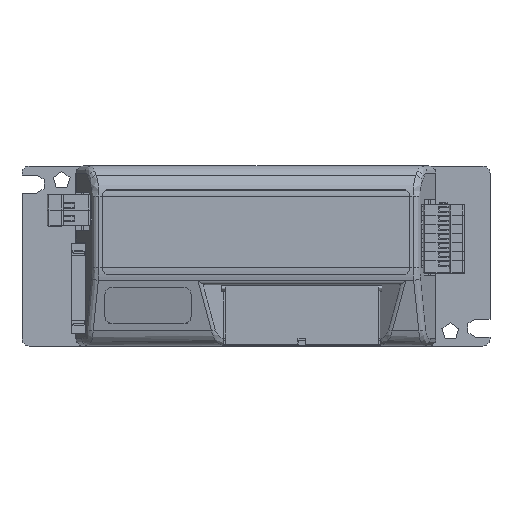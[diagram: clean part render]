
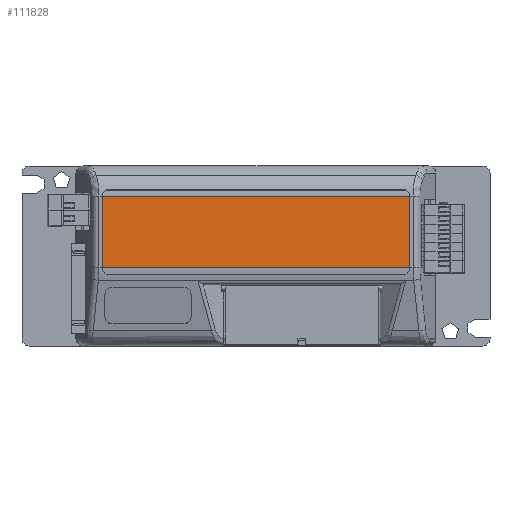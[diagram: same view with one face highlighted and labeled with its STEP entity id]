
A CAD part, top view. The second image highlights one B-rep face of the part: STEP entity #111828.
In plain terms, the highlighted planar face has unit normal (0, 0, 1).
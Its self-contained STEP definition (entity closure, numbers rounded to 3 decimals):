
#9456=FACE_OUTER_BOUND('',#15671,.T.);
#15671=EDGE_LOOP('',(#74803,#74804,#74805,#74806));
#22421=LINE('',#156737,#35169);
#22431=LINE('',#156866,#35179);
#22437=LINE('',#156980,#35185);
#22438=LINE('',#156982,#35186);
#35169=VECTOR('',#126836,19.757);
#35179=VECTOR('',#126862,19.757);
#35185=VECTOR('',#126880,85.29);
#35186=VECTOR('',#126883,85.29);
#47914=VERTEX_POINT('',#156730);
#47917=VERTEX_POINT('',#156735);
#47931=VERTEX_POINT('',#156863);
#47932=VERTEX_POINT('',#156865);
#58395=EDGE_CURVE('',#47914,#47917,#22421,.T.);
#58414=EDGE_CURVE('',#47932,#47931,#22431,.T.);
#58427=EDGE_CURVE('',#47917,#47932,#22437,.T.);
#58428=EDGE_CURVE('',#47931,#47914,#22438,.T.);
#74803=ORIENTED_EDGE('',*,*,#58428,.T.);
#74804=ORIENTED_EDGE('',*,*,#58395,.T.);
#74805=ORIENTED_EDGE('',*,*,#58427,.T.);
#74806=ORIENTED_EDGE('',*,*,#58414,.T.);
#107481=PLANE('',#118268);
#111828=ADVANCED_FACE('',(#9456),#107481,.F.);
#118268=AXIS2_PLACEMENT_3D('',#156981,#126881,#126882);
#126836=DIRECTION('',(0.,-1.,0.));
#126862=DIRECTION('',(0.,1.,0.));
#126880=DIRECTION('',(1.,0.,0.));
#126881=DIRECTION('center_axis',(0.,0.,-1.));
#126882=DIRECTION('ref_axis',(-1.,0.,0.));
#126883=DIRECTION('',(-1.,0.,0.));
#156730=CARTESIAN_POINT('',(-42.645,16.603,16.));
#156735=CARTESIAN_POINT('',(-42.646,-3.153,16.));
#156737=CARTESIAN_POINT('',(-42.646,16.603,16.));
#156863=CARTESIAN_POINT('',(42.646,16.603,16.));
#156865=CARTESIAN_POINT('',(42.646,-3.153,16.));
#156866=CARTESIAN_POINT('',(42.646,-3.153,16.));
#156980=CARTESIAN_POINT('',(-42.644,-3.153,16.));
#156981=CARTESIAN_POINT('Origin',(-50.,0.,16.));
#156982=CARTESIAN_POINT('',(42.646,16.603,16.));
